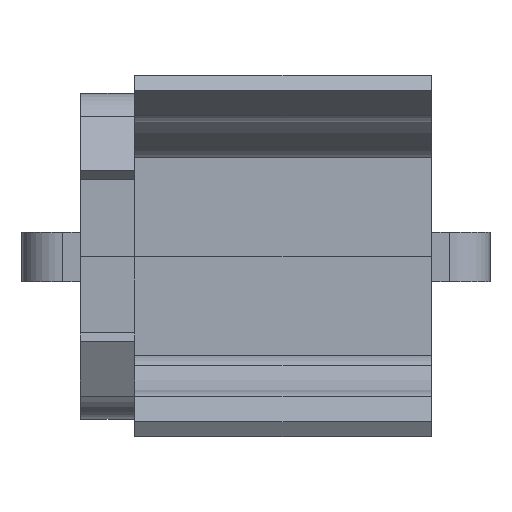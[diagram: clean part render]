
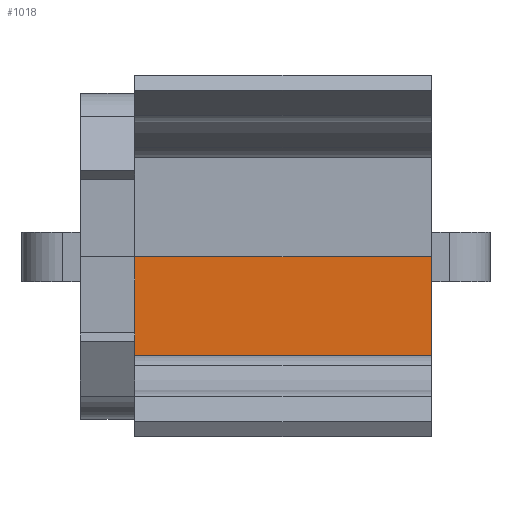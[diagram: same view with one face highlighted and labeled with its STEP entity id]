
A CAD part, top view. The second image highlights one B-rep face of the part: STEP entity #1018.
In plain terms, the highlighted planar face has unit normal (0, 0, 1).
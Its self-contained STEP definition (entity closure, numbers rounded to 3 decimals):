
#960=CARTESIAN_POINT('',(3.9,-2.6,0.4));
#961=VERTEX_POINT('',#960);
#969=CARTESIAN_POINT('',(-2.7,-2.6,0.4));
#970=VERTEX_POINT('',#969);
#971=CARTESIAN_POINT('',(-2.7,-2.6,0.4));
#972=DIRECTION('',(1.0,0.0,0.0));
#973=VECTOR('',#972,6.6);
#974=LINE('',#971,#973);
#975=EDGE_CURVE('',#970,#961,#974,.T.);
#988=CARTESIAN_POINT('',(-2.7,-2.6,0.4));
#989=DIRECTION('',(0.0,0.0,1.0));
#990=DIRECTION('',(1.0,0.0,0.0));
#991=AXIS2_PLACEMENT_3D('',#988,#989,#990);
#992=PLANE('',#991);
#993=CARTESIAN_POINT('',(3.9,0.0,0.4));
#994=VERTEX_POINT('',#993);
#995=CARTESIAN_POINT('',(3.9,-2.6,0.4));
#996=DIRECTION('',(0.0,1.0,0.0));
#997=VECTOR('',#996,2.6);
#998=LINE('',#995,#997);
#999=EDGE_CURVE('',#961,#994,#998,.T.);
#1000=ORIENTED_EDGE('',*,*,#999,.T.);
#1001=CARTESIAN_POINT('',(-2.7,0.0,0.4));
#1002=VERTEX_POINT('',#1001);
#1003=CARTESIAN_POINT('',(-2.7,0.0,0.4));
#1004=DIRECTION('',(1.0,0.0,0.0));
#1005=VECTOR('',#1004,6.6);
#1006=LINE('',#1003,#1005);
#1007=EDGE_CURVE('',#1002,#994,#1006,.T.);
#1008=ORIENTED_EDGE('',*,*,#1007,.F.);
#1009=CARTESIAN_POINT('',(-2.7,0.0,0.4));
#1010=DIRECTION('',(0.0,-1.0,0.0));
#1011=VECTOR('',#1010,2.6);
#1012=LINE('',#1009,#1011);
#1013=EDGE_CURVE('',#1002,#970,#1012,.T.);
#1014=ORIENTED_EDGE('',*,*,#1013,.T.);
#1015=ORIENTED_EDGE('',*,*,#975,.T.);
#1016=EDGE_LOOP('',(#1000,#1008,#1014,#1015));
#1017=FACE_OUTER_BOUND('',#1016,.T.);
#1018=ADVANCED_FACE('',(#1017),#992,.T.);
